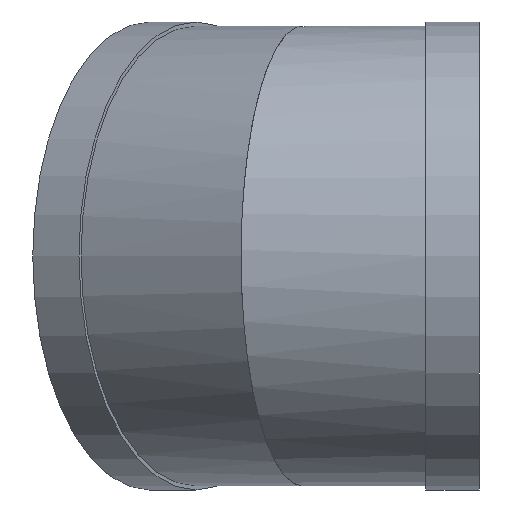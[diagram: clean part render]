
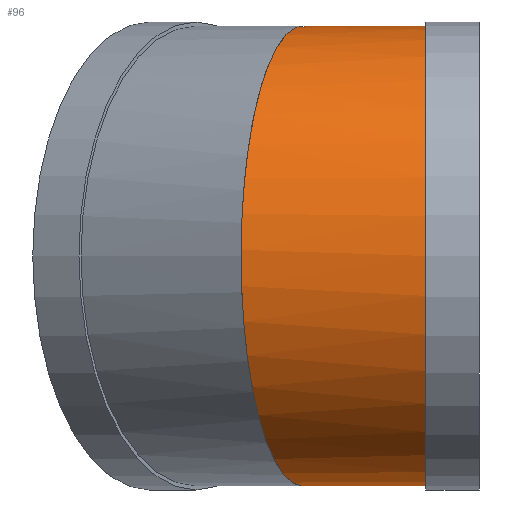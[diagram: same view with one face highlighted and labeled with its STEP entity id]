
A CAD part, left-side view. The second image highlights one B-rep face of the part: STEP entity #96.
In plain terms, the highlighted cylindrical face has radius 280 mm (diameter 560 mm), a full revolution.
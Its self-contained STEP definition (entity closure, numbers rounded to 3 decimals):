
#96 = ADVANCED_FACE( '', ( #178, #179 ), #180, .T. );
#178 = FACE_OUTER_BOUND( '', #256, .T. );
#179 = FACE_OUTER_BOUND( '', #257, .T. );
#180 = CYLINDRICAL_SURFACE( '', #258, 280. );
#256 = EDGE_LOOP( '', ( #336 ) );
#257 = EDGE_LOOP( '', ( #337 ) );
#258 = AXIS2_PLACEMENT_3D( '', #338, #339, #340 );
#336 = ORIENTED_EDGE( '', *, *, #409, .T. );
#337 = ORIENTED_EDGE( '', *, *, #395, .F. );
#338 = CARTESIAN_POINT( '', ( 0., 625., 0. ) );
#339 = DIRECTION( '', ( 0., 1., 0. ) );
#340 = DIRECTION( '', ( 0., 0., -1. ) );
#395 = EDGE_CURVE( '', #430, #430, #431, .T. );
#409 = EDGE_CURVE( '', #452, #452, #453, .T. );
#430 = VERTEX_POINT( '', #478 );
#431 = ELLIPSE( '', #479, 289.877, 280. );
#452 = VERTEX_POINT( '', #500 );
#453 = CIRCLE( '', #501, 280. );
#478 = CARTESIAN_POINT( '', ( 280., 140.026, 0. ) );
#479 = AXIS2_PLACEMENT_3D( '', #527, #528, #529 );
#500 = CARTESIAN_POINT( '', ( 280., 65., 0. ) );
#501 = AXIS2_PLACEMENT_3D( '', #551, #552, #553 );
#527 = CARTESIAN_POINT( '', ( 0., 215.052, 0. ) );
#528 = DIRECTION( '', ( 0.259, 0.966, 0. ) );
#529 = DIRECTION( '', ( 0.966, -0.259, 0. ) );
#551 = CARTESIAN_POINT( '', ( 0., 65., 0. ) );
#552 = DIRECTION( '', ( 0., 1., 0. ) );
#553 = DIRECTION( '', ( 1., 0., 0. ) );
